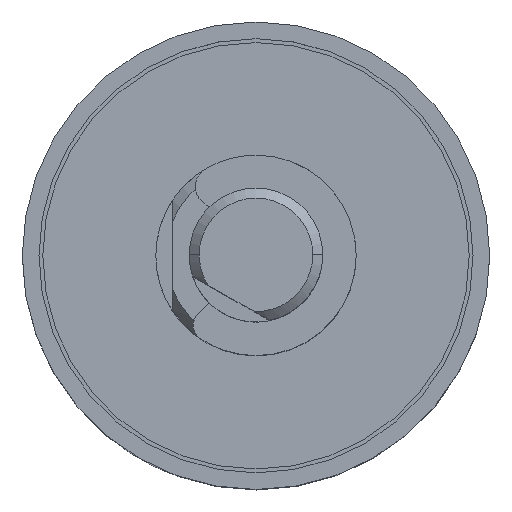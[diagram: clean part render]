
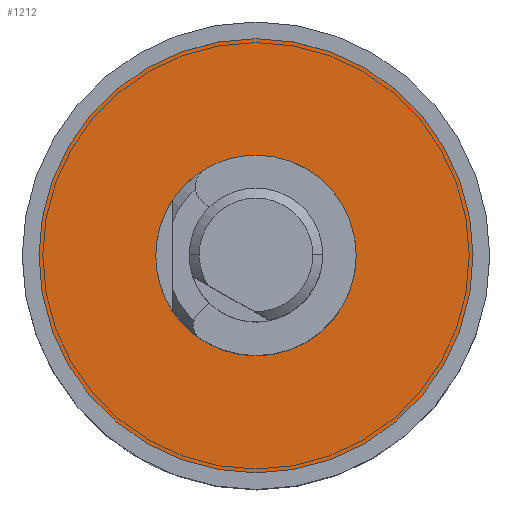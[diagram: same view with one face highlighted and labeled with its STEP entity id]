
A CAD part, top view. The second image highlights one B-rep face of the part: STEP entity #1212.
In plain terms, the highlighted planar face has unit normal (0, 0, 1).
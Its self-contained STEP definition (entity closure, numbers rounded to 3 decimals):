
#100 = ORIENTED_EDGE ( 'NONE', *, *, #9976, .T. ) ;
#121 = CARTESIAN_POINT ( 'NONE',  ( -3., 0., 0.5 ) ) ;
#156 = VERTEX_POINT ( 'NONE', #3092 ) ;
#169 = VERTEX_POINT ( 'NONE', #7828 ) ;
#481 = DIRECTION ( 'NONE',  ( 1., 0., 0. ) ) ;
#643 = EDGE_LOOP ( 'NONE', ( #5637, #100 ) ) ;
#863 = DIRECTION ( 'NONE',  ( 0., 0., -1. ) ) ;
#1062 = DIRECTION ( 'NONE',  ( -1., 0., 0. ) ) ;
#1068 = PLANE ( 'NONE',  #5977 ) ;
#1130 = CARTESIAN_POINT ( 'NONE',  ( 0., 0., 0.5 ) ) ;
#1205 = AXIS2_PLACEMENT_3D ( 'NONE', #6490, #863, #2459 ) ;
#1212 = ADVANCED_FACE ( 'NONE', ( #5207, #7184 ), #1068, .T. ) ;
#1881 = DIRECTION ( 'NONE',  ( 1., 0., 0. ) ) ;
#1917 = CIRCLE ( 'NONE', #1205, 3. ) ;
#2459 = DIRECTION ( 'NONE',  ( -1., 0., 0. ) ) ;
#2733 = CARTESIAN_POINT ( 'NONE',  ( 3., 0., 0.5 ) ) ;
#3092 = CARTESIAN_POINT ( 'NONE',  ( 6.5, 0., 0.5 ) ) ;
#4249 = CIRCLE ( 'NONE', #4903, 3. ) ;
#4268 = VERTEX_POINT ( 'NONE', #121 ) ;
#4328 = DIRECTION ( 'NONE',  ( 0., 0., -1. ) ) ;
#4776 = CARTESIAN_POINT ( 'NONE',  ( 0., 0., 0.5 ) ) ;
#4804 = ORIENTED_EDGE ( 'NONE', *, *, #6951, .T. ) ;
#4892 = CIRCLE ( 'NONE', #8587, 6.5 ) ;
#4903 = AXIS2_PLACEMENT_3D ( 'NONE', #1130, #4328, #1062 ) ;
#5207 = FACE_BOUND ( 'NONE', #643, .T. ) ;
#5570 = DIRECTION ( 'NONE',  ( 0., 0., 1. ) ) ;
#5637 = ORIENTED_EDGE ( 'NONE', *, *, #9086, .T. ) ;
#5864 = CARTESIAN_POINT ( 'NONE',  ( -6.5, 0., 0.5 ) ) ;
#5970 = DIRECTION ( 'NONE',  ( 0., 0., 1. ) ) ;
#5977 = AXIS2_PLACEMENT_3D ( 'NONE', #2733, #6657, #1881 ) ;
#6441 = EDGE_CURVE ( 'NONE', #8079, #156, #8342, .T. ) ;
#6490 = CARTESIAN_POINT ( 'NONE',  ( 0., 0., 0.5 ) ) ;
#6657 = DIRECTION ( 'NONE',  ( 0., 0., 1. ) ) ;
#6722 = CARTESIAN_POINT ( 'NONE',  ( 0., 0., 0.5 ) ) ;
#6951 = EDGE_CURVE ( 'NONE', #156, #8079, #4892, .T. ) ;
#7184 = FACE_OUTER_BOUND ( 'NONE', #7228, .T. ) ;
#7228 = EDGE_LOOP ( 'NONE', ( #4804, #8995 ) ) ;
#7828 = CARTESIAN_POINT ( 'NONE',  ( 3., 0., 0.5 ) ) ;
#7980 = DIRECTION ( 'NONE',  ( 1., 0., 0. ) ) ;
#8079 = VERTEX_POINT ( 'NONE', #5864 ) ;
#8342 = CIRCLE ( 'NONE', #9311, 6.5 ) ;
#8587 = AXIS2_PLACEMENT_3D ( 'NONE', #4776, #5570, #7980 ) ;
#8995 = ORIENTED_EDGE ( 'NONE', *, *, #6441, .T. ) ;
#9086 = EDGE_CURVE ( 'NONE', #4268, #169, #4249, .T. ) ;
#9311 = AXIS2_PLACEMENT_3D ( 'NONE', #6722, #5970, #481 ) ;
#9976 = EDGE_CURVE ( 'NONE', #169, #4268, #1917, .T. ) ;
